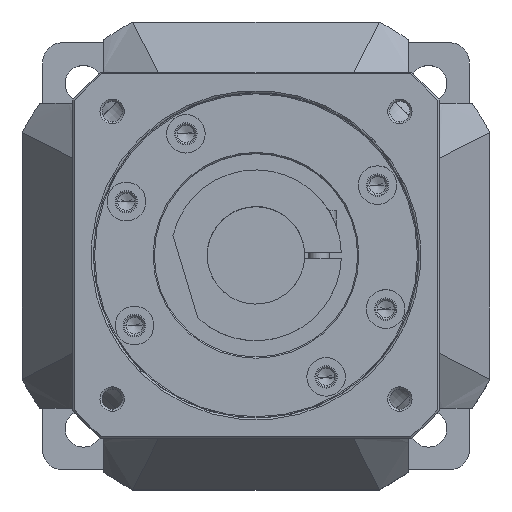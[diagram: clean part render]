
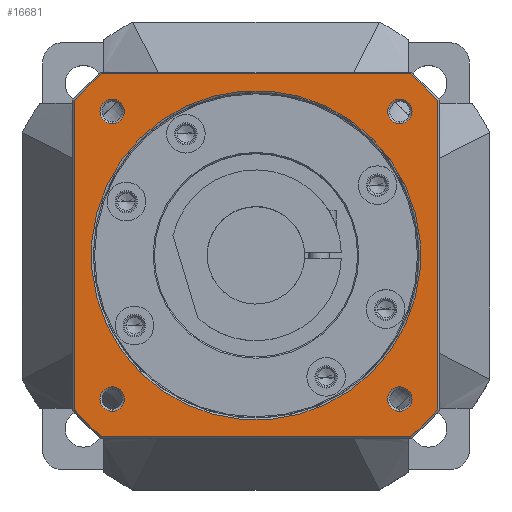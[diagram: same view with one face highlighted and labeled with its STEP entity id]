
A CAD part, top view. The second image highlights one B-rep face of the part: STEP entity #16681.
In plain terms, the highlighted planar face has unit normal (0, 0, 1).
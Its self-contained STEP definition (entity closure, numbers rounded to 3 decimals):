
#14963=CARTESIAN_POINT('',(0.,0.,19.));
#14964=DIRECTION('',(0.,0.,1.));
#14965=DIRECTION('',(-0.707,0.707,0.));
#14966=AXIS2_PLACEMENT_3D('',#14963,#14964,#14965);
#14968=CARTESIAN_POINT('',(0.,0.,19.));
#14969=DIRECTION('',(0.,0.,1.));
#14970=DIRECTION('',(0.707,-0.707,0.));
#14971=AXIS2_PLACEMENT_3D('',#14968,#14969,#14970);
#14973=CARTESIAN_POINT('',(0.,0.,19.));
#14974=DIRECTION('',(0.,0.,1.));
#14975=DIRECTION('',(-0.761,-0.649,0.));
#14976=AXIS2_PLACEMENT_3D('',#14973,#14974,#14975);
#14988=DIRECTION('',(1.,0.,0.));
#14989=VECTOR('',#14988,76.021);
#14990=CARTESIAN_POINT('',(-38.011,-44.6,19.));
#14991=LINE('',#14990,#14989);
#15001=CARTESIAN_POINT('',(0.,0.,19.));
#15002=DIRECTION('',(0.,0.,1.));
#15003=DIRECTION('',(0.649,-0.761,0.));
#15004=AXIS2_PLACEMENT_3D('',#15001,#15002,#15003);
#15016=DIRECTION('',(0.,1.,0.));
#15017=VECTOR('',#15016,76.021);
#15018=CARTESIAN_POINT('',(44.6,-38.011,19.));
#15019=LINE('',#15018,#15017);
#15029=CARTESIAN_POINT('',(0.,0.,19.));
#15030=DIRECTION('',(0.,0.,1.));
#15031=DIRECTION('',(0.761,0.649,0.));
#15032=AXIS2_PLACEMENT_3D('',#15029,#15030,#15031);
#15044=DIRECTION('',(-1.,0.,0.));
#15045=VECTOR('',#15044,76.021);
#15046=CARTESIAN_POINT('',(38.011,44.6,19.));
#15047=LINE('',#15046,#15045);
#15052=CARTESIAN_POINT('',(0.,0.,19.));
#15053=DIRECTION('',(0.,0.,1.));
#15054=DIRECTION('',(-0.649,0.761,0.));
#15055=AXIS2_PLACEMENT_3D('',#15052,#15053,#15054);
#15072=DIRECTION('',(0.,-1.,0.));
#15073=VECTOR('',#15072,76.021);
#15074=CARTESIAN_POINT('',(-44.6,38.011,19.));
#15075=LINE('',#15074,#15073);
#15297=CARTESIAN_POINT('',(-35.355,35.355,19.));
#15298=DIRECTION('',(0.,0.,1.));
#15299=DIRECTION('',(-1.,0.,0.));
#15300=AXIS2_PLACEMENT_3D('',#15297,#15298,#15299);
#15315=CARTESIAN_POINT('',(-35.355,35.355,19.));
#15316=DIRECTION('',(0.,0.,1.));
#15317=DIRECTION('',(1.,0.,0.));
#15318=AXIS2_PLACEMENT_3D('',#15315,#15316,#15317);
#15333=CARTESIAN_POINT('',(35.355,35.355,19.));
#15334=DIRECTION('',(0.,0.,1.));
#15335=DIRECTION('',(-1.,0.,0.));
#15336=AXIS2_PLACEMENT_3D('',#15333,#15334,#15335);
#15351=CARTESIAN_POINT('',(35.355,35.355,19.));
#15352=DIRECTION('',(0.,0.,1.));
#15353=DIRECTION('',(1.,0.,0.));
#15354=AXIS2_PLACEMENT_3D('',#15351,#15352,#15353);
#15369=CARTESIAN_POINT('',(35.355,-35.355,19.));
#15370=DIRECTION('',(0.,0.,1.));
#15371=DIRECTION('',(-1.,0.,0.));
#15372=AXIS2_PLACEMENT_3D('',#15369,#15370,#15371);
#15387=CARTESIAN_POINT('',(35.355,-35.355,19.));
#15388=DIRECTION('',(0.,0.,1.));
#15389=DIRECTION('',(1.,0.,0.));
#15390=AXIS2_PLACEMENT_3D('',#15387,#15388,#15389);
#15405=CARTESIAN_POINT('',(-35.355,-35.355,19.));
#15406=DIRECTION('',(0.,0.,1.));
#15407=DIRECTION('',(-1.,0.,0.));
#15408=AXIS2_PLACEMENT_3D('',#15405,#15406,#15407);
#15423=CARTESIAN_POINT('',(-35.355,-35.355,19.));
#15424=DIRECTION('',(0.,0.,1.));
#15425=DIRECTION('',(1.,0.,0.));
#15426=AXIS2_PLACEMENT_3D('',#15423,#15424,#15425);
#15983=CARTESIAN_POINT('',(44.6,-38.011,19.));
#15984=CARTESIAN_POINT('',(44.6,38.011,19.));
#15985=VERTEX_POINT('',#15983);
#15986=VERTEX_POINT('',#15984);
#15991=CARTESIAN_POINT('',(38.011,-44.6,19.));
#15992=VERTEX_POINT('',#15991);
#15995=CARTESIAN_POINT('',(-38.011,-44.6,19.));
#15996=VERTEX_POINT('',#15995);
#15999=CARTESIAN_POINT('',(-44.6,-38.011,19.));
#16000=VERTEX_POINT('',#15999);
#16003=CARTESIAN_POINT('',(-44.6,38.011,19.));
#16004=VERTEX_POINT('',#16003);
#16007=CARTESIAN_POINT('',(-38.011,44.6,19.));
#16008=VERTEX_POINT('',#16007);
#16011=CARTESIAN_POINT('',(38.011,44.6,19.));
#16012=VERTEX_POINT('',#16011);
#16039=CARTESIAN_POINT('',(-28.638,28.638,19.));
#16040=CARTESIAN_POINT('',(28.638,-28.638,19.));
#16041=VERTEX_POINT('',#16039);
#16042=VERTEX_POINT('',#16040);
#16173=CARTESIAN_POINT('',(-38.355,35.355,19.));
#16174=CARTESIAN_POINT('',(-32.355,35.355,19.));
#16175=VERTEX_POINT('',#16173);
#16176=VERTEX_POINT('',#16174);
#16221=CARTESIAN_POINT('',(38.355,35.355,19.));
#16222=CARTESIAN_POINT('',(32.355,35.355,19.));
#16223=VERTEX_POINT('',#16221);
#16224=VERTEX_POINT('',#16222);
#16233=CARTESIAN_POINT('',(38.355,-35.355,19.));
#16234=CARTESIAN_POINT('',(32.355,-35.355,19.));
#16235=VERTEX_POINT('',#16233);
#16236=VERTEX_POINT('',#16234);
#16245=CARTESIAN_POINT('',(-32.355,-35.355,19.));
#16246=CARTESIAN_POINT('',(-38.355,-35.355,19.));
#16247=VERTEX_POINT('',#16245);
#16248=VERTEX_POINT('',#16246);
#16629=CARTESIAN_POINT('',(0.,0.,19.));
#16630=DIRECTION('',(0.,0.,1.));
#16631=DIRECTION('',(1.,0.,0.));
#16632=AXIS2_PLACEMENT_3D('',#16629,#16630,#16631);
#16633=PLANE('',#16632);
#16635=ORIENTED_EDGE('',*,*,#16634,.F.);
#16637=ORIENTED_EDGE('',*,*,#16636,.F.);
#16639=ORIENTED_EDGE('',*,*,#16638,.F.);
#16641=ORIENTED_EDGE('',*,*,#16640,.F.);
#16643=ORIENTED_EDGE('',*,*,#16642,.F.);
#16645=ORIENTED_EDGE('',*,*,#16644,.F.);
#16647=ORIENTED_EDGE('',*,*,#16646,.F.);
#16649=ORIENTED_EDGE('',*,*,#16648,.F.);
#16650=EDGE_LOOP('',(#16635,#16637,#16639,#16641,#16643,#16645,#16647,#16649));
#16651=FACE_OUTER_BOUND('',#16650,.F.);
#16652=ORIENTED_EDGE('',*,*,#16617,.T.);
#16654=ORIENTED_EDGE('',*,*,#16653,.T.);
#16655=EDGE_LOOP('',(#16652,#16654));
#16656=FACE_BOUND('',#16655,.F.);
#16658=ORIENTED_EDGE('',*,*,#16657,.T.);
#16660=ORIENTED_EDGE('',*,*,#16659,.T.);
#16661=EDGE_LOOP('',(#16658,#16660));
#16662=FACE_BOUND('',#16661,.F.);
#16664=ORIENTED_EDGE('',*,*,#16663,.T.);
#16666=ORIENTED_EDGE('',*,*,#16665,.T.);
#16667=EDGE_LOOP('',(#16664,#16666));
#16668=FACE_BOUND('',#16667,.F.);
#16670=ORIENTED_EDGE('',*,*,#16669,.T.);
#16672=ORIENTED_EDGE('',*,*,#16671,.T.);
#16673=EDGE_LOOP('',(#16670,#16672));
#16674=FACE_BOUND('',#16673,.F.);
#16676=ORIENTED_EDGE('',*,*,#16675,.T.);
#16678=ORIENTED_EDGE('',*,*,#16677,.T.);
#16679=EDGE_LOOP('',(#16676,#16678));
#16680=FACE_BOUND('',#16679,.F.);
#16681=ADVANCED_FACE('',(#16651,#16656,#16662,#16668,#16674,#16680),#16633,.T.);
#14967=CIRCLE('',#14966,40.5);
#14972=CIRCLE('',#14971,40.5);
#14977=CIRCLE('',#14976,58.6);
#15005=CIRCLE('',#15004,58.6);
#15033=CIRCLE('',#15032,58.6);
#15056=CIRCLE('',#15055,58.6);
#15301=CIRCLE('',#15300,3.);
#15319=CIRCLE('',#15318,3.);
#15337=CIRCLE('',#15336,3.);
#15355=CIRCLE('',#15354,3.);
#15373=CIRCLE('',#15372,3.);
#15391=CIRCLE('',#15390,3.);
#15409=CIRCLE('',#15408,3.);
#15427=CIRCLE('',#15426,3.);
#16617=EDGE_CURVE('',#16041,#16042,#14967,.T.);
#16634=EDGE_CURVE('',#16000,#15996,#14977,.T.);
#16636=EDGE_CURVE('',#16004,#16000,#15075,.T.);
#16638=EDGE_CURVE('',#16008,#16004,#15056,.T.);
#16640=EDGE_CURVE('',#16012,#16008,#15047,.T.);
#16642=EDGE_CURVE('',#15986,#16012,#15033,.T.);
#16644=EDGE_CURVE('',#15985,#15986,#15019,.T.);
#16646=EDGE_CURVE('',#15992,#15985,#15005,.T.);
#16648=EDGE_CURVE('',#15996,#15992,#14991,.T.);
#16653=EDGE_CURVE('',#16042,#16041,#14972,.T.);
#16657=EDGE_CURVE('',#16175,#16176,#15301,.T.);
#16659=EDGE_CURVE('',#16176,#16175,#15319,.T.);
#16663=EDGE_CURVE('',#16224,#16223,#15337,.T.);
#16665=EDGE_CURVE('',#16223,#16224,#15355,.T.);
#16669=EDGE_CURVE('',#16236,#16235,#15373,.T.);
#16671=EDGE_CURVE('',#16235,#16236,#15391,.T.);
#16675=EDGE_CURVE('',#16248,#16247,#15409,.T.);
#16677=EDGE_CURVE('',#16247,#16248,#15427,.T.);
